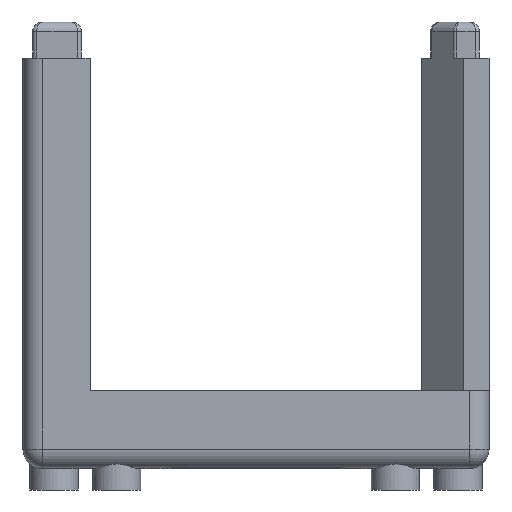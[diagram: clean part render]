
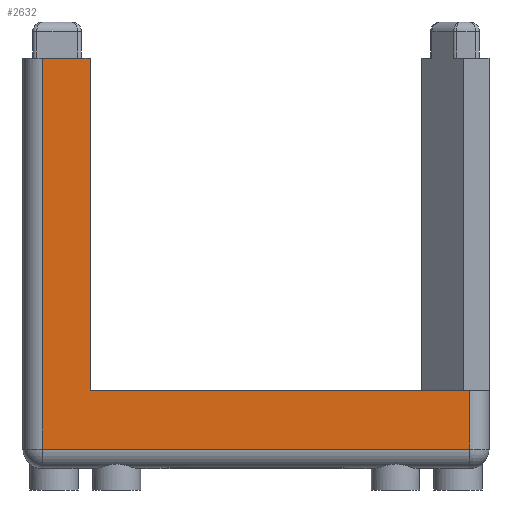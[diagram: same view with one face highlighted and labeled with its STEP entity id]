
A CAD part, left-side view. The second image highlights one B-rep face of the part: STEP entity #2632.
In plain terms, the highlighted planar face has unit normal (-1, 0, 0).
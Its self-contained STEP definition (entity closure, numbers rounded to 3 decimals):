
#164=PLANE('',#2870);
#289=LINE('',#4457,#519);
#318=LINE('',#4614,#548);
#319=LINE('',#4618,#549);
#320=LINE('',#4620,#550);
#321=LINE('',#4622,#551);
#322=LINE('',#4623,#552);
#519=VECTOR('',#3245,10.);
#548=VECTOR('',#3358,10.);
#549=VECTOR('',#3363,10.);
#550=VECTOR('',#3364,10.);
#551=VECTOR('',#3365,10.);
#552=VECTOR('',#3366,10.);
#792=FACE_OUTER_BOUND('',#945,.T.);
#945=EDGE_LOOP('',(#2090,#2091,#2092,#2093,#2094,#2095));
#1282=VERTEX_POINT('',#4454);
#1283=VERTEX_POINT('',#4456);
#1323=VERTEX_POINT('',#4613);
#1324=VERTEX_POINT('',#4617);
#1325=VERTEX_POINT('',#4619);
#1326=VERTEX_POINT('',#4621);
#1555=EDGE_CURVE('',#1282,#1283,#289,.T.);
#1619=EDGE_CURVE('',#1323,#1283,#318,.T.);
#1621=EDGE_CURVE('',#1324,#1282,#319,.T.);
#1622=EDGE_CURVE('',#1324,#1325,#320,.T.);
#1623=EDGE_CURVE('',#1325,#1326,#321,.T.);
#1624=EDGE_CURVE('',#1326,#1323,#322,.T.);
#2090=ORIENTED_EDGE('',*,*,#1555,.F.);
#2091=ORIENTED_EDGE('',*,*,#1621,.F.);
#2092=ORIENTED_EDGE('',*,*,#1622,.T.);
#2093=ORIENTED_EDGE('',*,*,#1623,.T.);
#2094=ORIENTED_EDGE('',*,*,#1624,.T.);
#2095=ORIENTED_EDGE('',*,*,#1619,.T.);
#2632=ADVANCED_FACE('',(#792),#164,.T.);
#2870=AXIS2_PLACEMENT_3D('',#4616,#3361,#3362);
#3245=DIRECTION('',(0.,1.,0.));
#3358=DIRECTION('',(0.,0.,-1.));
#3361=DIRECTION('center_axis',(-1.,0.,0.));
#3362=DIRECTION('ref_axis',(0.,1.,0.));
#3363=DIRECTION('',(0.,0.,-1.));
#3364=DIRECTION('',(0.,1.,0.));
#3365=DIRECTION('',(0.,0.,1.));
#3366=DIRECTION('',(0.,1.,0.));
#4454=CARTESIAN_POINT('',(-23.9,-21.9,2.));
#4456=CARTESIAN_POINT('',(-23.9,21.9,2.));
#4457=CARTESIAN_POINT('',(-23.9,-10.95,2.));
#4613=CARTESIAN_POINT('',(-23.9,21.9,42.1));
#4614=CARTESIAN_POINT('',(-23.9,21.9,0.));
#4616=CARTESIAN_POINT('Origin',(-23.9,-21.9,0.));
#4617=CARTESIAN_POINT('',(-23.9,-21.9,8.));
#4618=CARTESIAN_POINT('',(-23.9,-21.9,0.));
#4619=CARTESIAN_POINT('',(-23.9,17.02,8.));
#4620=CARTESIAN_POINT('',(-23.9,-10.95,8.));
#4621=CARTESIAN_POINT('',(-23.9,17.02,42.1));
#4622=CARTESIAN_POINT('',(-23.9,17.02,4.));
#4623=CARTESIAN_POINT('',(-23.9,-0.47,42.1));
